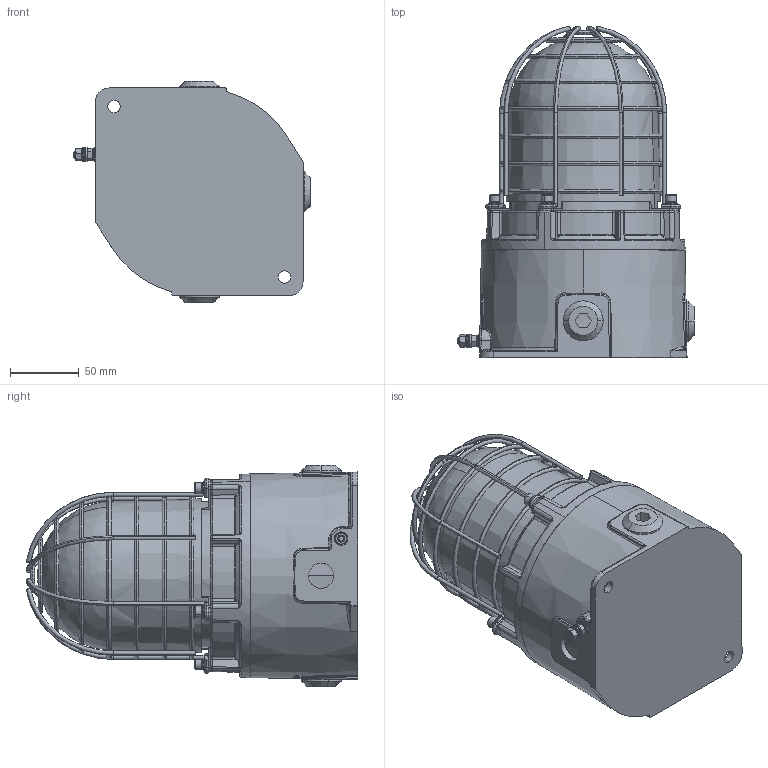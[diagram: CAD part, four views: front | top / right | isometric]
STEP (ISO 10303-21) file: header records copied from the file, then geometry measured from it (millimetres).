
FILE_DESCRIPTION (( 'STEP AP214' ), '1' );
FILE_NAME ('SK0392.STEP', '2016-06-02T11:43:13', ( '' ), ( '' ), 'SwSTEP 2.0', 'SolidWorks 2016', '' );
FILE_SCHEMA (( 'AUTOMOTIVE_DESIGN' ));
Length unit declared in the file: millimetre
Products named in the file (14): M20BRASS; Earth Stud assembly; SCNUTM5A4; SCSTUDM5A4; Beacon_Lid_Sub_Assembly; B2 Lens; SCHXSKTM5X12A4; WASGM5A4; WAM5A4; D156-65-002-3D_Issue_C1_Default<As Machined>; B2_Glass_Dome; B2_Lens_Holder_Machined; B2_Base; SK0392
Assembly tree (30 placements, depth 3):
  SK0392
    B2_Base
    Beacon_Lid_Sub_Assembly
      B2_Lens_Holder_Machined
      B2_Glass_Dome
      D156-65-002-3D_Issue_C1_Default<As Machined>
      WAM5A4  x4
      WASGM5A4  x4
      SCHXSKTM5X12A4  x4
      B2 Lens
    SCSTUDM5A4
    Earth Stud assembly
      SCNUTM5A4  x2
      WASGM5A4  x2
      WAM5A4  x3
    M20BRASS  x3
Bounding box: 171.64 x 240.52 x 160.82 mm (x, y, z)
Volume: 3292165.1 mm3; surface area: 326140.1 mm2
Topology: 43 solids, 43 shells, 1080 faces, 2514 edges, 1467 vertices
Faces by surface type: cylinder 313, plane 223, bspline 208, torus 190, cone 113, sphere 33
Entity records: 38813 total; most frequent: CARTESIAN_POINT 21177, ORIENTED_EDGE 3692, DIRECTION 3256, EDGE_CURVE 1846, AXIS2_PLACEMENT_3D 1410, VERTEX_POINT 1093, EDGE_LOOP 835, FACE_OUTER_BOUND 804
